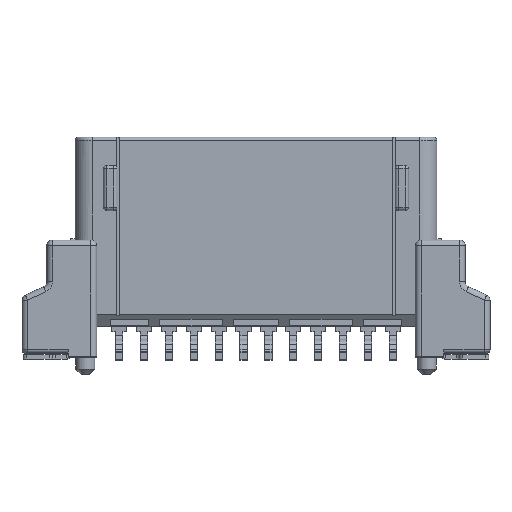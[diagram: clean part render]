
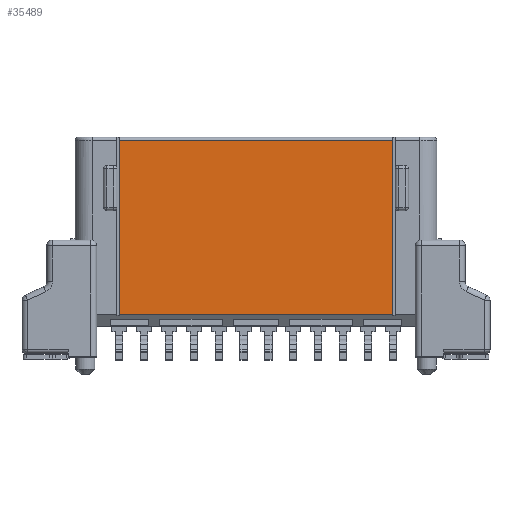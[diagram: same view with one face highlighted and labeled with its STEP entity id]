
A CAD part, top view. The second image highlights one B-rep face of the part: STEP entity #35489.
In plain terms, the highlighted planar face has unit normal (0, 0, 1).
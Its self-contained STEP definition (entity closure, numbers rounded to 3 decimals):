
#2464=DIRECTION('',(0.,1.,0.));
#2465=VECTOR('',#2464,15.4);
#2466=CARTESIAN_POINT('',(-12.1,-1.7,5.8));
#2467=LINE('',#2466,#2465);
#2468=DIRECTION('',(1.,0.,0.));
#2469=VECTOR('',#2468,24.2);
#2470=CARTESIAN_POINT('',(-12.1,13.7,5.8));
#2471=LINE('',#2470,#2469);
#2472=DIRECTION('',(0.,1.,0.));
#2473=VECTOR('',#2472,15.4);
#2474=CARTESIAN_POINT('',(12.1,-1.7,5.8));
#2475=LINE('',#2474,#2473);
#2476=DIRECTION('',(1.,0.,0.));
#2477=VECTOR('',#2476,24.2);
#2478=CARTESIAN_POINT('',(-12.1,-1.7,5.8));
#2479=LINE('',#2478,#2477);
#29321=CARTESIAN_POINT('',(-12.1,-1.7,5.8));
#29322=CARTESIAN_POINT('',(-12.1,13.7,5.8));
#29323=VERTEX_POINT('',#29321);
#29324=VERTEX_POINT('',#29322);
#29341=CARTESIAN_POINT('',(12.1,-1.7,5.8));
#29342=CARTESIAN_POINT('',(12.1,13.7,5.8));
#29343=VERTEX_POINT('',#29341);
#29344=VERTEX_POINT('',#29342);
#35474=CARTESIAN_POINT('',(-16.,-1.7,5.8));
#35475=DIRECTION('',(0.,0.,1.));
#35476=DIRECTION('',(1.,0.,0.));
#35477=AXIS2_PLACEMENT_3D('',#35474,#35475,#35476);
#35478=PLANE('',#35477);
#35480=ORIENTED_EDGE('',*,*,#35479,.T.);
#35482=ORIENTED_EDGE('',*,*,#35481,.T.);
#35484=ORIENTED_EDGE('',*,*,#35483,.F.);
#35486=ORIENTED_EDGE('',*,*,#35485,.F.);
#35487=EDGE_LOOP('',(#35480,#35482,#35484,#35486));
#35488=FACE_OUTER_BOUND('',#35487,.F.);
#35489=ADVANCED_FACE('',(#35488),#35478,.T.);
#35479=EDGE_CURVE('',#29323,#29324,#2467,.T.);
#35481=EDGE_CURVE('',#29324,#29344,#2471,.T.);
#35483=EDGE_CURVE('',#29343,#29344,#2475,.T.);
#35485=EDGE_CURVE('',#29323,#29343,#2479,.T.);
